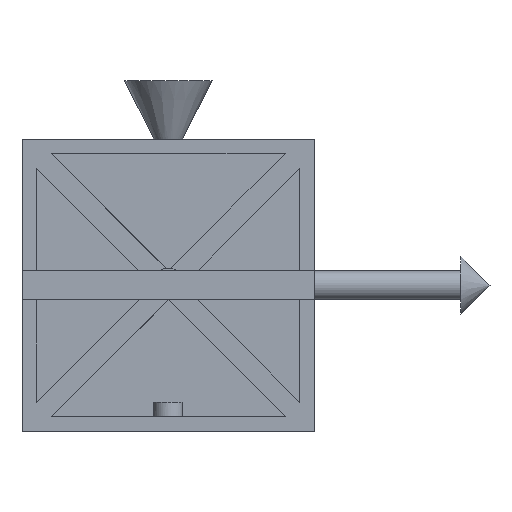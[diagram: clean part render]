
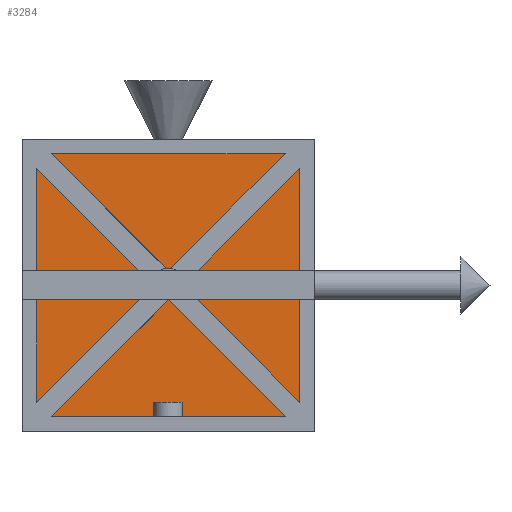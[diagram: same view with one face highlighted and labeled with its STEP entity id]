
A CAD part, front view. The second image highlights one B-rep face of the part: STEP entity #3284.
In plain terms, the highlighted planar face has unit normal (0, -1, 0).
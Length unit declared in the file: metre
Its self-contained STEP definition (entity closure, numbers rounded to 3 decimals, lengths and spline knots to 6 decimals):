
#24 = DIRECTION ( 'NONE',  ( 1., 0., 0. ) ) ;
#439 = CARTESIAN_POINT ( 'NONE',  ( 0.045, 0.095, 0.045 ) ) ;
#505 = VECTOR ( 'NONE', #3458, 1. ) ;
#565 = CARTESIAN_POINT ( 'NONE',  ( 0., 0.095, 0. ) ) ;
#568 = AXIS2_PLACEMENT_3D ( 'NONE', #565, #1703, #2840 ) ;
#707 = CARTESIAN_POINT ( 'NONE',  ( 0.045, 0.095, -0.045 ) ) ;
#721 = LINE ( 'NONE', #707, #1826 ) ;
#776 = EDGE_CURVE ( 'NONE', #3257, #1562, #1267, .T. ) ;
#899 = DIRECTION ( 'NONE',  ( 0., 0., -1. ) ) ;
#997 = ORIENTED_EDGE ( 'NONE', *, *, #3343, .F. ) ;
#1050 = EDGE_CURVE ( 'NONE', #1562, #2870, #2623, .T. ) ;
#1267 = LINE ( 'NONE', #2939, #2720 ) ;
#1478 = ORIENTED_EDGE ( 'NONE', *, *, #776, .F. ) ;
#1548 = EDGE_LOOP ( 'NONE', ( #997, #3160, #1478, #2736 ) ) ;
#1562 = VERTEX_POINT ( 'NONE', #1605 ) ;
#1605 = CARTESIAN_POINT ( 'NONE',  ( -0.045, 0.095, 0.045 ) ) ;
#1648 = CARTESIAN_POINT ( 'NONE',  ( 0.045, 0.095, -0.045 ) ) ;
#1703 = DIRECTION ( 'NONE',  ( 0., 1., 0. ) ) ;
#1826 = VECTOR ( 'NONE', #899, 1. ) ;
#1980 = PLANE ( 'NONE',  #568 ) ;
#2250 = VECTOR ( 'NONE', #24, 1. ) ;
#2278 = CARTESIAN_POINT ( 'NONE',  ( -0.045, 0.095, -0.045 ) ) ;
#2604 = LINE ( 'NONE', #3199, #505 ) ;
#2623 = LINE ( 'NONE', #2813, #2250 ) ;
#2720 = VECTOR ( 'NONE', #3264, 1. ) ;
#2736 = ORIENTED_EDGE ( 'NONE', *, *, #3038, .F. ) ;
#2813 = CARTESIAN_POINT ( 'NONE',  ( -0.045, 0.095, 0.045 ) ) ;
#2840 = DIRECTION ( 'NONE',  ( 0., 0., 1. ) ) ;
#2870 = VERTEX_POINT ( 'NONE', #439 ) ;
#2939 = CARTESIAN_POINT ( 'NONE',  ( -0.045, 0.095, -0.045 ) ) ;
#3038 = EDGE_CURVE ( 'NONE', #3201, #3257, #2604, .T. ) ;
#3160 = ORIENTED_EDGE ( 'NONE', *, *, #1050, .F. ) ;
#3199 = CARTESIAN_POINT ( 'NONE',  ( -0.045, 0.095, -0.045 ) ) ;
#3201 = VERTEX_POINT ( 'NONE', #1648 ) ;
#3257 = VERTEX_POINT ( 'NONE', #2278 ) ;
#3264 = DIRECTION ( 'NONE',  ( 0., 0., 1. ) ) ;
#3284 = ADVANCED_FACE ( 'NONE', ( #3356 ), #1980, .F. ) ;
#3343 = EDGE_CURVE ( 'NONE', #2870, #3201, #721, .T. ) ;
#3356 = FACE_OUTER_BOUND ( 'NONE', #1548, .T. ) ;
#3458 = DIRECTION ( 'NONE',  ( -1., 0., 0. ) ) ;
